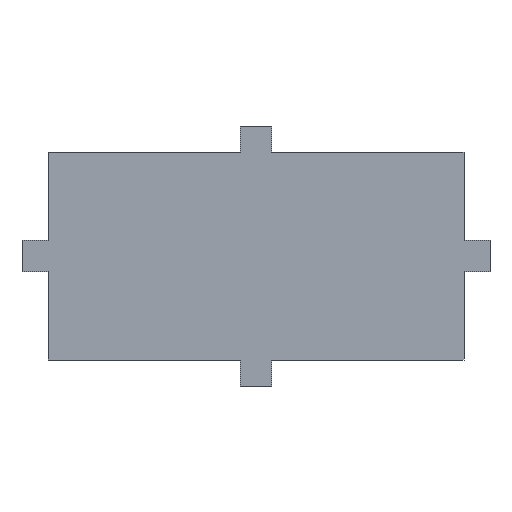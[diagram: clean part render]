
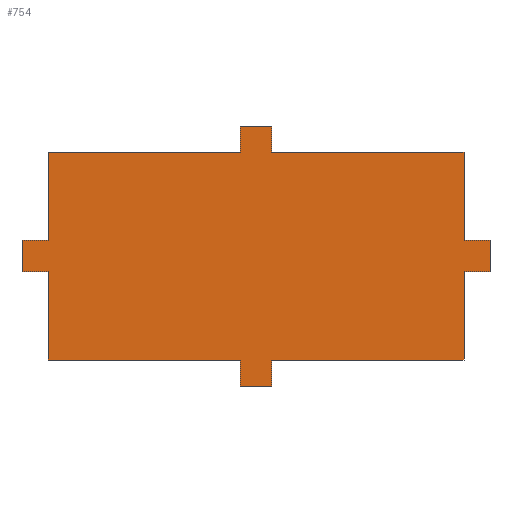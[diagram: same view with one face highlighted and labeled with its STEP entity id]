
A CAD part, front view. The second image highlights one B-rep face of the part: STEP entity #754.
In plain terms, the highlighted planar face has unit normal (0, -1, 0).
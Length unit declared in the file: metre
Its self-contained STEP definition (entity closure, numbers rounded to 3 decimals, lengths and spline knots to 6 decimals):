
#21=PLANE('',#823);
#143=ORIENTED_EDGE('',*,*,#331,.F.);
#144=ORIENTED_EDGE('',*,*,#328,.T.);
#145=ORIENTED_EDGE('',*,*,#353,.F.);
#146=ORIENTED_EDGE('',*,*,#354,.T.);
#147=ORIENTED_EDGE('',*,*,#355,.T.);
#148=ORIENTED_EDGE('',*,*,#347,.T.);
#149=ORIENTED_EDGE('',*,*,#338,.T.);
#150=ORIENTED_EDGE('',*,*,#356,.F.);
#151=ORIENTED_EDGE('',*,*,#357,.T.);
#152=ORIENTED_EDGE('',*,*,#358,.T.);
#153=ORIENTED_EDGE('',*,*,#336,.T.);
#154=ORIENTED_EDGE('',*,*,#325,.F.);
#155=ORIENTED_EDGE('',*,*,#359,.F.);
#156=ORIENTED_EDGE('',*,*,#360,.F.);
#157=ORIENTED_EDGE('',*,*,#361,.T.);
#158=ORIENTED_EDGE('',*,*,#352,.F.);
#159=ORIENTED_EDGE('',*,*,#344,.F.);
#160=ORIENTED_EDGE('',*,*,#362,.F.);
#161=ORIENTED_EDGE('',*,*,#363,.F.);
#162=ORIENTED_EDGE('',*,*,#364,.T.);
#325=EDGE_CURVE('',#431,#432,#482,.T.);
#328=EDGE_CURVE('',#435,#433,#485,.T.);
#331=EDGE_CURVE('',#435,#437,#488,.T.);
#336=EDGE_CURVE('',#440,#432,#493,.T.);
#338=EDGE_CURVE('',#443,#441,#495,.T.);
#344=EDGE_CURVE('',#445,#447,#501,.T.);
#347=EDGE_CURVE('',#449,#443,#504,.T.);
#352=EDGE_CURVE('',#447,#452,#509,.T.);
#353=EDGE_CURVE('',#453,#433,#510,.T.);
#354=EDGE_CURVE('',#453,#454,#511,.T.);
#355=EDGE_CURVE('',#454,#449,#512,.T.);
#356=EDGE_CURVE('',#455,#441,#513,.T.);
#357=EDGE_CURVE('',#455,#456,#514,.T.);
#358=EDGE_CURVE('',#456,#440,#515,.T.);
#359=EDGE_CURVE('',#457,#431,#516,.T.);
#360=EDGE_CURVE('',#458,#457,#517,.T.);
#361=EDGE_CURVE('',#458,#452,#518,.T.);
#362=EDGE_CURVE('',#459,#445,#519,.T.);
#363=EDGE_CURVE('',#460,#459,#520,.T.);
#364=EDGE_CURVE('',#460,#437,#521,.T.);
#431=VERTEX_POINT('',#1154);
#432=VERTEX_POINT('',#1156);
#433=VERTEX_POINT('',#1160);
#435=VERTEX_POINT('',#1163);
#437=VERTEX_POINT('',#1169);
#440=VERTEX_POINT('',#1176);
#441=VERTEX_POINT('',#1181);
#443=VERTEX_POINT('',#1184);
#445=VERTEX_POINT('',#1193);
#447=VERTEX_POINT('',#1196);
#449=VERTEX_POINT('',#1202);
#452=VERTEX_POINT('',#1209);
#453=VERTEX_POINT('',#1214);
#454=VERTEX_POINT('',#1216);
#455=VERTEX_POINT('',#1219);
#456=VERTEX_POINT('',#1221);
#457=VERTEX_POINT('',#1224);
#458=VERTEX_POINT('',#1226);
#459=VERTEX_POINT('',#1229);
#460=VERTEX_POINT('',#1231);
#482=LINE('',#1155,#566);
#485=LINE('',#1162,#569);
#488=LINE('',#1168,#572);
#493=LINE('',#1178,#577);
#495=LINE('',#1183,#579);
#501=LINE('',#1195,#585);
#504=LINE('',#1201,#588);
#509=LINE('',#1211,#593);
#510=LINE('',#1213,#594);
#511=LINE('',#1215,#595);
#512=LINE('',#1217,#596);
#513=LINE('',#1218,#597);
#514=LINE('',#1220,#598);
#515=LINE('',#1222,#599);
#516=LINE('',#1223,#600);
#517=LINE('',#1225,#601);
#518=LINE('',#1227,#602);
#519=LINE('',#1228,#603);
#520=LINE('',#1230,#604);
#521=LINE('',#1232,#605);
#566=VECTOR('',#905,1.);
#569=VECTOR('',#910,1.);
#572=VECTOR('',#915,1.);
#577=VECTOR('',#922,1.);
#579=VECTOR('',#926,1.);
#585=VECTOR('',#936,1.);
#588=VECTOR('',#941,1.);
#593=VECTOR('',#948,1.);
#594=VECTOR('',#951,1.);
#595=VECTOR('',#952,1.);
#596=VECTOR('',#953,1.);
#597=VECTOR('',#954,1.);
#598=VECTOR('',#955,1.);
#599=VECTOR('',#956,1.);
#600=VECTOR('',#957,1.);
#601=VECTOR('',#958,1.);
#602=VECTOR('',#959,1.);
#603=VECTOR('',#960,1.);
#604=VECTOR('',#961,1.);
#605=VECTOR('',#962,1.);
#655=EDGE_LOOP('',(#143,#144,#145,#146,#147,#148,#149,#150,#151,#152,#153,
#154,#155,#156,#157,#158,#159,#160,#161,#162));
#701=FACE_BOUND('',#655,.T.);
#754=ADVANCED_FACE('',(#701),#21,.T.);
#823=AXIS2_PLACEMENT_3D('',#1212,#949,#950);
#905=DIRECTION('',(0.,0.,1.));
#910=DIRECTION('',(0.,0.,1.));
#915=DIRECTION('',(-1.,0.,0.));
#922=DIRECTION('',(-1.,0.,0.));
#926=DIRECTION('',(-1.,0.,0.));
#936=DIRECTION('',(-1.,0.,0.));
#941=DIRECTION('',(0.,0.,1.));
#948=DIRECTION('',(0.,0.,1.));
#949=DIRECTION('',(0.,-1.,0.));
#950=DIRECTION('',(1.,0.,0.));
#951=DIRECTION('',(-1.,0.,0.));
#952=DIRECTION('',(0.,0.,1.));
#953=DIRECTION('',(-1.,0.,0.));
#954=DIRECTION('',(0.,0.,-1.));
#955=DIRECTION('',(-1.,0.,0.));
#956=DIRECTION('',(0.,0.,-1.));
#957=DIRECTION('',(1.,0.,0.));
#958=DIRECTION('',(0.,0.,1.));
#959=DIRECTION('',(1.,0.,0.));
#960=DIRECTION('',(0.,0.,1.));
#961=DIRECTION('',(-1.,0.,0.));
#962=DIRECTION('',(0.,0.,1.));
#1154=CARTESIAN_POINT('',(-0.04,-0.04,0.0115));
#1155=CARTESIAN_POINT('',(-0.04,-0.04,0.01));
#1156=CARTESIAN_POINT('',(-0.04,-0.04,0.02));
#1160=CARTESIAN_POINT('',(0.,-0.04,0.0085));
#1162=CARTESIAN_POINT('',(0.,-0.04,0.01));
#1163=CARTESIAN_POINT('',(0.,-0.04,0.));
#1168=CARTESIAN_POINT('',(-0.02,-0.04,0.));
#1169=CARTESIAN_POINT('',(-0.0185,-0.04,0.));
#1176=CARTESIAN_POINT('',(-0.0215,-0.04,0.02));
#1178=CARTESIAN_POINT('',(-0.02,-0.04,0.02));
#1181=CARTESIAN_POINT('',(-0.0185,-0.04,0.02));
#1183=CARTESIAN_POINT('',(-0.02,-0.04,0.02));
#1184=CARTESIAN_POINT('',(0.,-0.04,0.02));
#1193=CARTESIAN_POINT('',(-0.0215,-0.04,0.));
#1195=CARTESIAN_POINT('',(-0.02,-0.04,0.));
#1196=CARTESIAN_POINT('',(-0.04,-0.04,0.));
#1201=CARTESIAN_POINT('',(0.,-0.04,0.01));
#1202=CARTESIAN_POINT('',(0.,-0.04,0.0115));
#1209=CARTESIAN_POINT('',(-0.04,-0.04,0.0085));
#1211=CARTESIAN_POINT('',(-0.04,-0.04,0.01));
#1212=CARTESIAN_POINT('',(-0.02,-0.04,0.01));
#1213=CARTESIAN_POINT('',(0.0025,-0.04,0.0085));
#1214=CARTESIAN_POINT('',(0.0025,-0.04,0.0085));
#1215=CARTESIAN_POINT('',(0.0025,-0.04,0.01));
#1216=CARTESIAN_POINT('',(0.0025,-0.04,0.0115));
#1217=CARTESIAN_POINT('',(0.0025,-0.04,0.0115));
#1218=CARTESIAN_POINT('',(-0.0185,-0.04,0.0225));
#1219=CARTESIAN_POINT('',(-0.0185,-0.04,0.0225));
#1220=CARTESIAN_POINT('',(-0.02,-0.04,0.0225));
#1221=CARTESIAN_POINT('',(-0.0215,-0.04,0.0225));
#1222=CARTESIAN_POINT('',(-0.0215,-0.04,0.0225));
#1223=CARTESIAN_POINT('',(-0.0425,-0.04,0.0115));
#1224=CARTESIAN_POINT('',(-0.0425,-0.04,0.0115));
#1225=CARTESIAN_POINT('',(-0.0425,-0.04,0.01));
#1226=CARTESIAN_POINT('',(-0.0425,-0.04,0.0085));
#1227=CARTESIAN_POINT('',(-0.0425,-0.04,0.0085));
#1228=CARTESIAN_POINT('',(-0.0215,-0.04,-0.0025));
#1229=CARTESIAN_POINT('',(-0.0215,-0.04,-0.0025));
#1230=CARTESIAN_POINT('',(-0.02,-0.04,-0.0025));
#1231=CARTESIAN_POINT('',(-0.0185,-0.04,-0.0025));
#1232=CARTESIAN_POINT('',(-0.0185,-0.04,-0.0025));
